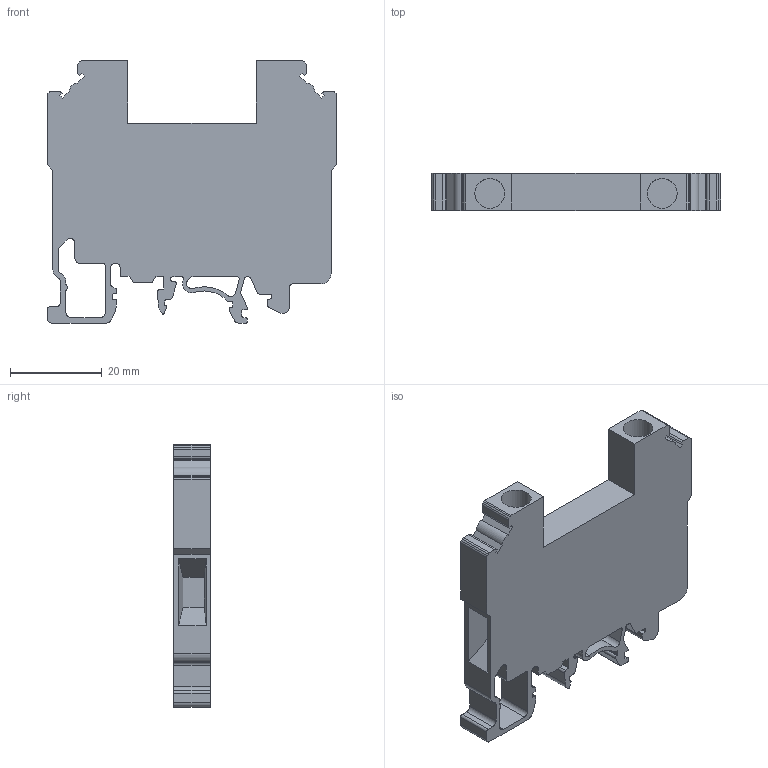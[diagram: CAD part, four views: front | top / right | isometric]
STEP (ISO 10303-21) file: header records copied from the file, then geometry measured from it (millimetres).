
FILE_DESCRIPTION( ( 'Unknown' ), '1' );
FILE_NAME( 'CDTTU.stp', 'Unknown', ( 'Unknown' ), ( 'Unknown' ), 'PSStep 14.0', 'Unknown', ' ' );
FILE_SCHEMA( ( 'AUTOMOTIVE_DESIGN { 1 0 10303 214 1 1 1 1 }' ) );
Length unit declared in the file: millimetre
Products named in the file (1): 1
Bounding box: 63 x 8 x 57 mm (x, y, z)
Volume: 18594.1 mm3; surface area: 9374.9 mm2
Topology: 1 solids, 1 shells, 194 faces, 558 edges, 370 vertices
Faces by surface type: plane 116, cylinder 78
Full cylindrical faces by diameter (mm): 6.5 x2
Entity records: 7918 total; most frequent: CARTESIAN_POINT 1117, ORIENTED_EDGE 1108, DIRECTION 1100, EDGE_CURVE 554, LINE 398, VECTOR 398, VERTEX_POINT 368, AXIS2_PLACEMENT_3D 351
